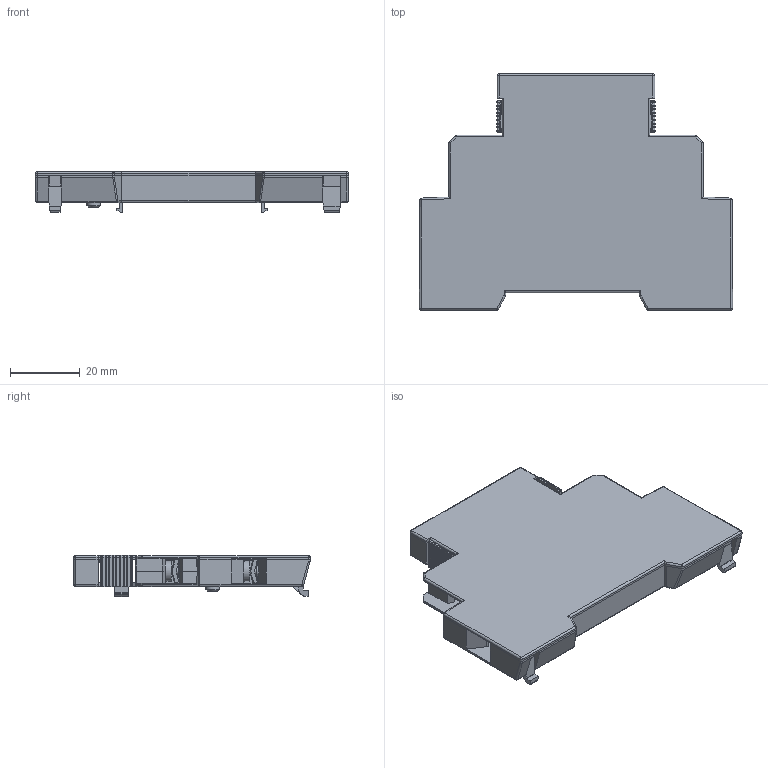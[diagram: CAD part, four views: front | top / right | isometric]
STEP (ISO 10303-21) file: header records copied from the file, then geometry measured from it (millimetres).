
FILE_DESCRIPTION((''),'2;1');
FILE_NAME('12M90033G01 - 330-SAxxS25.stp','2015-05-26T13:44:04',('rshanor'),(''),'Autodesk Inventor 2013','Autodesk Inventor 2013','');
FILE_SCHEMA(('AUTOMOTIVE_DESIGN { 1 2 10303 214 0 1 1 1 }'));
Length unit declared in the file: millimetre
Products named in the file (1): 12M90033X01
Bounding box: 89.5 x 67.5 x 11.79 mm (x, y, z)
Surface area: 32877.7 mm2 (no closed solid volume)
Topology: 0 solids, 10 shells, 1718 faces, 4512 edges, 2924 vertices
Faces by surface type: plane 1217, cylinder 387, torus 42, bspline 28, cone 24, sphere 20
Full cylindrical faces by diameter (mm): 1 x20, 1.1 x1, 1.2 x2, 1.9 x2, 2 x7, 2.2 x4, 2.4 x20, 2.5 x2, 2.8 x4, 3 x18, 3.9 x1, 5 x6, 5.9 x4
Entity records: 54367 total; most frequent: CARTESIAN_POINT 10440, ORIENTED_EDGE 8670, DIRECTION 8466, EDGE_CURVE 4335, VECTOR 3380, LINE 3380, VERTEX_POINT 2895, AXIS2_PLACEMENT_3D 2543
